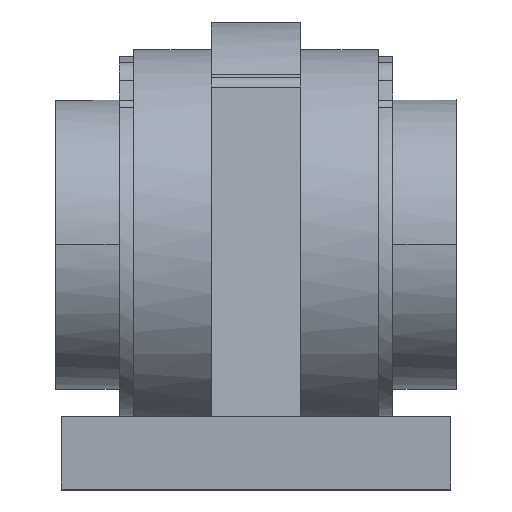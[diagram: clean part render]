
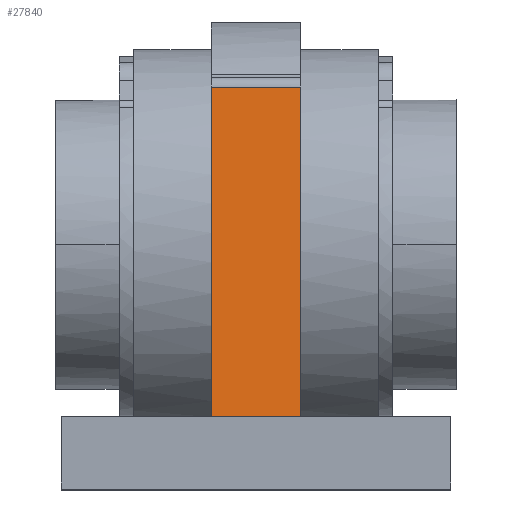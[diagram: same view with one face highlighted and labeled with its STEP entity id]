
A CAD part, top view. The second image highlights one B-rep face of the part: STEP entity #27840.
In plain terms, the highlighted free-form (B-spline) face has degree [1, 1] with [2, 2] control points.
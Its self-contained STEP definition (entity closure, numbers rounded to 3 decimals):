
#27490 = CARTESIAN_POINT ('', (4., 6.5, 24.999));
#27500 = VERTEX_POINT ('', #27490);
#27510 = CARTESIAN_POINT ('', (4., 36.087, 22.41));
#27520 = VERTEX_POINT ('', #27510);
#27530 = CARTESIAN_POINT ('', (4., 6.5, 24.999));
#27540 = CARTESIAN_POINT ('', (4., 36.087, 22.41));
#27550 = B_SPLINE_CURVE_WITH_KNOTS ('', 1, (#27530, #27540), .UNSPECIFIED., .F., .U., (2, 2), (0., 1.), .UNSPECIFIED.);
#27560 = EDGE_CURVE ('', #27500, #27520, #27550, .T.);
#27570 = ORIENTED_EDGE ('', *, *, #27560, .T.);
#27580 = CARTESIAN_POINT ('', (-4., 36.087, 22.41));
#27590 = VERTEX_POINT ('', #27580);
#27600 = CARTESIAN_POINT ('', (4., 36.087, 22.41));
#27610 = CARTESIAN_POINT ('', (-4., 36.087, 22.41));
#27620 = B_SPLINE_CURVE_WITH_KNOTS ('', 1, (#27600, #27610), .UNSPECIFIED., .F., .U., (2, 2), (0., 1.), .UNSPECIFIED.);
#27630 = EDGE_CURVE ('', #27520, #27590, #27620, .T.);
#27640 = ORIENTED_EDGE ('', *, *, #27630, .T.);
#27650 = CARTESIAN_POINT ('', (-4., 6.5, 24.999));
#27660 = VERTEX_POINT ('', #27650);
#27670 = CARTESIAN_POINT ('', (-4., 36.087, 22.41));
#27680 = CARTESIAN_POINT ('', (-4., 6.5, 24.999));
#27690 = B_SPLINE_CURVE_WITH_KNOTS ('', 1, (#27670, #27680), .UNSPECIFIED., .F., .U., (2, 2), (0., 1.), .UNSPECIFIED.);
#27700 = EDGE_CURVE ('', #27590, #27660, #27690, .T.);
#27710 = ORIENTED_EDGE ('', *, *, #27700, .T.);
#27720 = CARTESIAN_POINT ('', (-4., 6.5, 24.999));
#27730 = CARTESIAN_POINT ('', (4., 6.5, 24.999));
#27740 = B_SPLINE_CURVE_WITH_KNOTS ('', 1, (#27720, #27730), .UNSPECIFIED., .F., .U., (2, 2), (0., 1.), .UNSPECIFIED.);
#27750 = EDGE_CURVE ('', #27660, #27500, #27740, .T.);
#27760 = ORIENTED_EDGE ('', *, *, #27750, .T.);
#27770 = EDGE_LOOP ('', (#27570, #27640, #27710, #27760));
#27780 = FACE_OUTER_BOUND ('', #27770, .T.);
#27790 = CARTESIAN_POINT ('', (4., 6.5, 24.999));
#27800 = CARTESIAN_POINT ('', (-4., 6.5, 24.999));
#27810 = CARTESIAN_POINT ('', (4., 36.087, 22.41));
#27820 = CARTESIAN_POINT ('', (-4., 36.087, 22.41));
#27830 = B_SPLINE_SURFACE_WITH_KNOTS ('', 1, 1, ((#27790, #27800), (#27810, #27820)), .UNSPECIFIED., .F., .F., .U., (2, 2), (2, 2), (0., 1.), (0., 1.), .UNSPECIFIED.);
#27840 = ADVANCED_FACE ('', (#27780), #27830, .T.);
